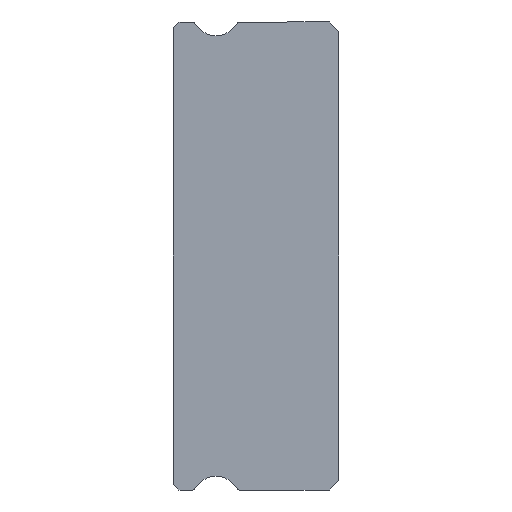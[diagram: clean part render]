
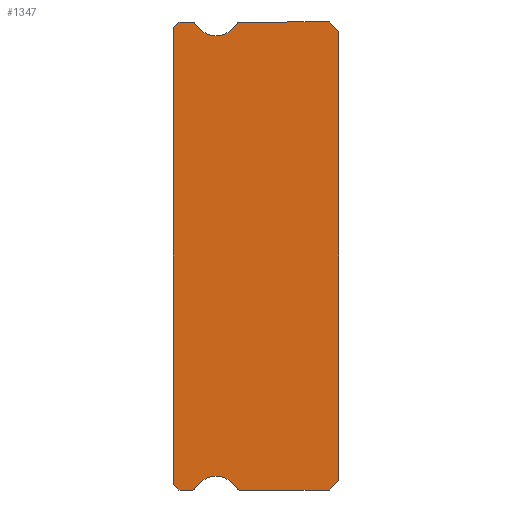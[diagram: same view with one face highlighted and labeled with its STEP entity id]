
A CAD part, left-side view. The second image highlights one B-rep face of the part: STEP entity #1347.
In plain terms, the highlighted planar face has unit normal (-1, 0, 0).
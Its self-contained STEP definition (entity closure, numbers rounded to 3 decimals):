
#2 = VERTEX_POINT ( 'NONE', #1017 ) ;
#11 = CARTESIAN_POINT ( 'NONE',  ( -10., 0., 11.5 ) ) ;
#45 = VERTEX_POINT ( 'NONE', #1514 ) ;
#66 = CARTESIAN_POINT ( 'NONE',  ( -10., 0., -11.5 ) ) ;
#69 = VERTEX_POINT ( 'NONE', #11 ) ;
#77 = CARTESIAN_POINT ( 'NONE',  ( -10., 6.3, -12.55 ) ) ;
#90 = VERTEX_POINT ( 'NONE', #1122 ) ;
#113 = LINE ( 'NONE', #729, #533 ) ;
#133 = DIRECTION ( 'NONE',  ( 0., 0.707, -0.707 ) ) ;
#139 = CARTESIAN_POINT ( 'NONE',  ( -10., 8.5, 11.7 ) ) ;
#165 = CIRCLE ( 'NONE', #1082, 0.15 ) ;
#194 = DIRECTION ( 'NONE',  ( 0., -1., 0. ) ) ;
#212 = ORIENTED_EDGE ( 'NONE', *, *, #1476, .T. ) ;
#230 = ORIENTED_EDGE ( 'NONE', *, *, #869, .F. ) ;
#236 = DIRECTION ( 'NONE',  ( 1., 0., 0. ) ) ;
#241 = EDGE_CURVE ( 'NONE', #90, #69, #1063, .T. ) ;
#243 = DIRECTION ( 'NONE',  ( 0., 0., -1. ) ) ;
#244 = FACE_OUTER_BOUND ( 'NONE', #277, .T. ) ;
#249 = CARTESIAN_POINT ( 'NONE',  ( -10., 5.088, 11.85 ) ) ;
#250 = AXIS2_PLACEMENT_3D ( 'NONE', #877, #1369, #254 ) ;
#254 = DIRECTION ( 'NONE',  ( 0., 0., -1. ) ) ;
#277 = EDGE_LOOP ( 'NONE', ( #230, #1291, #212, #643, #572, #811, #1565, #1263, #1162, #1554, #950, #567, #666, #1510, #646, #954, #1524 ) ) ;
#314 = DIRECTION ( 'NONE',  ( 0., 1., 0. ) ) ;
#346 = CARTESIAN_POINT ( 'NONE',  ( -10., 7.512, 11.85 ) ) ;
#350 = DIRECTION ( 'NONE',  ( 0., 0., -1. ) ) ;
#359 = CIRCLE ( 'NONE', #250, 1.25 ) ;
#368 = LINE ( 'NONE', #639, #768 ) ;
#373 = EDGE_CURVE ( 'NONE', #676, #482, #436, .T. ) ;
#379 = VECTOR ( 'NONE', #1562, 1000. ) ;
#381 = CARTESIAN_POINT ( 'NONE',  ( -10., 8.2, 12. ) ) ;
#382 = EDGE_CURVE ( 'NONE', #542, #1088, #949, .T. ) ;
#402 = CIRCLE ( 'NONE', #1540, 0.15 ) ;
#404 = DIRECTION ( 'NONE',  ( 1., 0., 0. ) ) ;
#418 = VERTEX_POINT ( 'NONE', #743 ) ;
#436 = LINE ( 'NONE', #1429, #822 ) ;
#448 = DIRECTION ( 'NONE',  ( -1., 0., 0. ) ) ;
#463 = EDGE_CURVE ( 'NONE', #1171, #69, #113, .T. ) ;
#464 = CARTESIAN_POINT ( 'NONE',  ( -10., 8.5, -11.7 ) ) ;
#478 = DIRECTION ( 'NONE',  ( 0., 0., -1. ) ) ;
#482 = VERTEX_POINT ( 'NONE', #608 ) ;
#502 = EDGE_CURVE ( 'NONE', #482, #2, #1154, .T. ) ;
#504 = CARTESIAN_POINT ( 'NONE',  ( -10., 5.088, -11.85 ) ) ;
#510 = CARTESIAN_POINT ( 'NONE',  ( -10., 8.5, 11.85 ) ) ;
#516 = EDGE_CURVE ( 'NONE', #418, #542, #402, .T. ) ;
#533 = VECTOR ( 'NONE', #1250, 1000. ) ;
#540 = VERTEX_POINT ( 'NONE', #936 ) ;
#542 = VERTEX_POINT ( 'NONE', #1256 ) ;
#560 = AXIS2_PLACEMENT_3D ( 'NONE', #77, #448, #804 ) ;
#562 = LINE ( 'NONE', #815, #1376 ) ;
#567 = ORIENTED_EDGE ( 'NONE', *, *, #968, .F. ) ;
#572 = ORIENTED_EDGE ( 'NONE', *, *, #1050, .F. ) ;
#594 = DIRECTION ( 'NONE',  ( 0., 0., -1. ) ) ;
#604 = VERTEX_POINT ( 'NONE', #820 ) ;
#605 = EDGE_CURVE ( 'NONE', #1593, #604, #165, .T. ) ;
#608 = CARTESIAN_POINT ( 'NONE',  ( -10., 5.088, -12. ) ) ;
#639 = CARTESIAN_POINT ( 'NONE',  ( -10., 8.5, 11.7 ) ) ;
#643 = ORIENTED_EDGE ( 'NONE', *, *, #605, .F. ) ;
#645 = CARTESIAN_POINT ( 'NONE',  ( -10., 8.2, -12. ) ) ;
#646 = ORIENTED_EDGE ( 'NONE', *, *, #516, .F. ) ;
#647 = CARTESIAN_POINT ( 'NONE',  ( -10., 6.3, 11.3 ) ) ;
#662 = AXIS2_PLACEMENT_3D ( 'NONE', #504, #236, #243 ) ;
#666 = ORIENTED_EDGE ( 'NONE', *, *, #912, .F. ) ;
#676 = VERTEX_POINT ( 'NONE', #1080 ) ;
#693 = VECTOR ( 'NONE', #899, 1000. ) ;
#695 = LINE ( 'NONE', #66, #693 ) ;
#714 = PLANE ( 'NONE',  #753 ) ;
#718 = VERTEX_POINT ( 'NONE', #464 ) ;
#722 = VECTOR ( 'NONE', #1106, 1000. ) ;
#729 = CARTESIAN_POINT ( 'NONE',  ( -10., 0.5, 12. ) ) ;
#743 = CARTESIAN_POINT ( 'NONE',  ( -10., 7.512, 12. ) ) ;
#748 = DIRECTION ( 'NONE',  ( 1., 0., 0. ) ) ;
#753 = AXIS2_PLACEMENT_3D ( 'NONE', #346, #1489, #594 ) ;
#754 = LINE ( 'NONE', #381, #722 ) ;
#763 = CARTESIAN_POINT ( 'NONE',  ( -10., 7.383, -11.925 ) ) ;
#768 = VECTOR ( 'NONE', #133, 1000. ) ;
#770 = CIRCLE ( 'NONE', #560, 1.25 ) ;
#783 = LINE ( 'NONE', #1277, #1248 ) ;
#804 = DIRECTION ( 'NONE',  ( 0., 0., -1. ) ) ;
#811 = ORIENTED_EDGE ( 'NONE', *, *, #502, .F. ) ;
#815 = CARTESIAN_POINT ( 'NONE',  ( -10., 7.512, 12. ) ) ;
#820 = CARTESIAN_POINT ( 'NONE',  ( -10., 7.512, -12. ) ) ;
#822 = VECTOR ( 'NONE', #314, 1000. ) ;
#852 = EDGE_CURVE ( 'NONE', #45, #965, #368, .T. ) ;
#854 = CIRCLE ( 'NONE', #1005, 0.15 ) ;
#859 = DIRECTION ( 'NONE',  ( -1., 0., 0. ) ) ;
#864 = DIRECTION ( 'NONE',  ( 0., 0., 1. ) ) ;
#866 = CARTESIAN_POINT ( 'NONE',  ( -10., 7.512, 11.85 ) ) ;
#869 = EDGE_CURVE ( 'NONE', #718, #965, #994, .T. ) ;
#877 = CARTESIAN_POINT ( 'NONE',  ( -10., 6.3, 12.55 ) ) ;
#899 = DIRECTION ( 'NONE',  ( 0., 0.707, -0.707 ) ) ;
#907 = EDGE_CURVE ( 'NONE', #418, #45, #754, .T. ) ;
#909 = VERTEX_POINT ( 'NONE', #1114 ) ;
#912 = EDGE_CURVE ( 'NONE', #1088, #909, #359, .T. ) ;
#936 = CARTESIAN_POINT ( 'NONE',  ( -10., 8.2, -12. ) ) ;
#949 = CIRCLE ( 'NONE', #1515, 1.25 ) ;
#950 = ORIENTED_EDGE ( 'NONE', *, *, #1089, .F. ) ;
#954 = ORIENTED_EDGE ( 'NONE', *, *, #907, .T. ) ;
#965 = VERTEX_POINT ( 'NONE', #139 ) ;
#968 = EDGE_CURVE ( 'NONE', #909, #1105, #854, .T. ) ;
#994 = LINE ( 'NONE', #510, #1182 ) ;
#995 = VECTOR ( 'NONE', #1138, 1000. ) ;
#1005 = AXIS2_PLACEMENT_3D ( 'NONE', #249, #748, #1299 ) ;
#1017 = CARTESIAN_POINT ( 'NONE',  ( -10., 5.217, -11.925 ) ) ;
#1032 = EDGE_CURVE ( 'NONE', #90, #676, #695, .T. ) ;
#1050 = EDGE_CURVE ( 'NONE', #2, #1593, #770, .T. ) ;
#1063 = LINE ( 'NONE', #1197, #379 ) ;
#1080 = CARTESIAN_POINT ( 'NONE',  ( -10., 0.5, -12. ) ) ;
#1082 = AXIS2_PLACEMENT_3D ( 'NONE', #1513, #404, #1397 ) ;
#1088 = VERTEX_POINT ( 'NONE', #647 ) ;
#1089 = EDGE_CURVE ( 'NONE', #1105, #1171, #562, .T. ) ;
#1095 = CARTESIAN_POINT ( 'NONE',  ( -10., 0.5, 12. ) ) ;
#1105 = VERTEX_POINT ( 'NONE', #1430 ) ;
#1106 = DIRECTION ( 'NONE',  ( 0., 1., 0. ) ) ;
#1114 = CARTESIAN_POINT ( 'NONE',  ( -10., 5.217, 11.925 ) ) ;
#1122 = CARTESIAN_POINT ( 'NONE',  ( -10., 0., -11.5 ) ) ;
#1138 = DIRECTION ( 'NONE',  ( 0., -0.707, -0.707 ) ) ;
#1154 = CIRCLE ( 'NONE', #662, 0.15 ) ;
#1162 = ORIENTED_EDGE ( 'NONE', *, *, #241, .T. ) ;
#1171 = VERTEX_POINT ( 'NONE', #1095 ) ;
#1182 = VECTOR ( 'NONE', #864, 1000. ) ;
#1197 = CARTESIAN_POINT ( 'NONE',  ( -10., 0., 11.5 ) ) ;
#1248 = VECTOR ( 'NONE', #1526, 1000. ) ;
#1250 = DIRECTION ( 'NONE',  ( 0., -0.707, -0.707 ) ) ;
#1256 = CARTESIAN_POINT ( 'NONE',  ( -10., 7.383, 11.925 ) ) ;
#1263 = ORIENTED_EDGE ( 'NONE', *, *, #1032, .F. ) ;
#1277 = CARTESIAN_POINT ( 'NONE',  ( -10., 7.512, -12. ) ) ;
#1291 = ORIENTED_EDGE ( 'NONE', *, *, #1605, .T. ) ;
#1299 = DIRECTION ( 'NONE',  ( 0., 0., -1. ) ) ;
#1331 = CARTESIAN_POINT ( 'NONE',  ( -10., 6.3, 12.55 ) ) ;
#1347 = ADVANCED_FACE ( 'NONE', ( #244 ), #714, .F. ) ;
#1369 = DIRECTION ( 'NONE',  ( -1., 0., 0. ) ) ;
#1376 = VECTOR ( 'NONE', #194, 1000. ) ;
#1397 = DIRECTION ( 'NONE',  ( 0., 0., -1. ) ) ;
#1429 = CARTESIAN_POINT ( 'NONE',  ( -10., 7.512, -12. ) ) ;
#1430 = CARTESIAN_POINT ( 'NONE',  ( -10., 5.088, 12. ) ) ;
#1476 = EDGE_CURVE ( 'NONE', #540, #604, #783, .T. ) ;
#1489 = DIRECTION ( 'NONE',  ( 1., 0., 0. ) ) ;
#1502 = LINE ( 'NONE', #645, #995 ) ;
#1510 = ORIENTED_EDGE ( 'NONE', *, *, #382, .F. ) ;
#1513 = CARTESIAN_POINT ( 'NONE',  ( -10., 7.512, -11.85 ) ) ;
#1514 = CARTESIAN_POINT ( 'NONE',  ( -10., 8.2, 12. ) ) ;
#1515 = AXIS2_PLACEMENT_3D ( 'NONE', #1331, #859, #350 ) ;
#1524 = ORIENTED_EDGE ( 'NONE', *, *, #852, .T. ) ;
#1526 = DIRECTION ( 'NONE',  ( 0., -1., 0. ) ) ;
#1540 = AXIS2_PLACEMENT_3D ( 'NONE', #866, #1590, #478 ) ;
#1554 = ORIENTED_EDGE ( 'NONE', *, *, #463, .F. ) ;
#1562 = DIRECTION ( 'NONE',  ( 0., 0., 1. ) ) ;
#1565 = ORIENTED_EDGE ( 'NONE', *, *, #373, .F. ) ;
#1590 = DIRECTION ( 'NONE',  ( 1., 0., 0. ) ) ;
#1593 = VERTEX_POINT ( 'NONE', #763 ) ;
#1605 = EDGE_CURVE ( 'NONE', #718, #540, #1502, .T. ) ;
